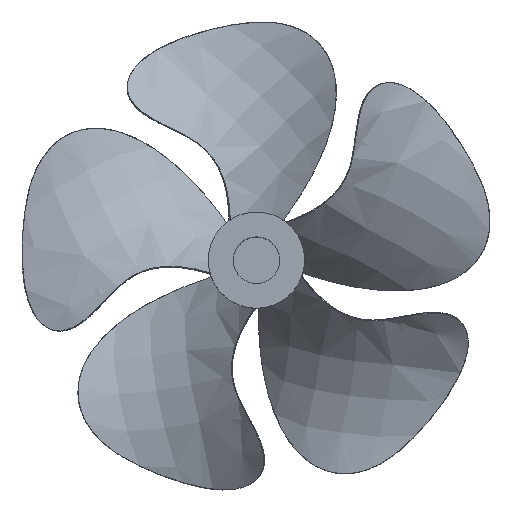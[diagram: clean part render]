
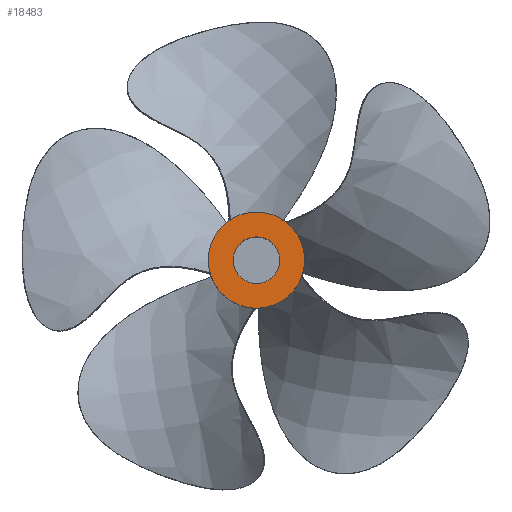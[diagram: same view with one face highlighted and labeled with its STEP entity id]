
A CAD part, top view. The second image highlights one B-rep face of the part: STEP entity #18483.
In plain terms, the highlighted planar face has unit normal (0, 0, 1).
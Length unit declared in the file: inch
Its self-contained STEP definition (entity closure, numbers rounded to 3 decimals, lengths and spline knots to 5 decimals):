
#189 = CARTESIAN_POINT ( 'NONE',  ( 0., 0., 250. ) ) ;
#266 = PLANE ( 'NONE',  #281 ) ;
#281 = AXIS2_PLACEMENT_3D ( 'NONE', #13136, #8885, #15403 ) ;
#461 = DIRECTION ( 'NONE',  ( 0., 0., 1. ) ) ;
#957 = VERTEX_POINT ( 'NONE', #26131 ) ;
#1697 = ORIENTED_EDGE ( 'NONE', *, *, #9784, .T. ) ;
#1947 = AXIS2_PLACEMENT_3D ( 'NONE', #20411, #24096, #4841 ) ;
#1972 = FACE_OUTER_BOUND ( 'NONE', #16839, .T. ) ;
#3226 = ORIENTED_EDGE ( 'NONE', *, *, #27811, .F. ) ;
#3949 = DIRECTION ( 'NONE',  ( 1., 0., 0. ) ) ;
#4005 = CIRCLE ( 'NONE', #11668, 50. ) ;
#4641 = EDGE_CURVE ( 'NONE', #24914, #957, #4005, .T. ) ;
#4649 = CARTESIAN_POINT ( 'NONE',  ( 0., 0., 250. ) ) ;
#4800 = AXIS2_PLACEMENT_3D ( 'NONE', #10455, #6345, #3949 ) ;
#4841 = DIRECTION ( 'NONE',  ( 1., 0., 0. ) ) ;
#6345 = DIRECTION ( 'NONE',  ( 0., 0., 1. ) ) ;
#8885 = DIRECTION ( 'NONE',  ( 0., 0., 1. ) ) ;
#8954 = AXIS2_PLACEMENT_3D ( 'NONE', #4649, #13278, #11287 ) ;
#9642 = CARTESIAN_POINT ( 'NONE',  ( 24.20337, 0., 250. ) ) ;
#9784 = EDGE_CURVE ( 'NONE', #957, #24914, #13942, .T. ) ;
#10455 = CARTESIAN_POINT ( 'NONE',  ( 0., 0., 250. ) ) ;
#11287 = DIRECTION ( 'NONE',  ( 1., 0., 0. ) ) ;
#11668 = AXIS2_PLACEMENT_3D ( 'NONE', #189, #461, #21692 ) ;
#13136 = CARTESIAN_POINT ( 'NONE',  ( 0., 0., 250. ) ) ;
#13278 = DIRECTION ( 'NONE',  ( 0., 0., 1. ) ) ;
#13733 = EDGE_LOOP ( 'NONE', ( #22222, #3226 ) ) ;
#13942 = CIRCLE ( 'NONE', #8954, 50. ) ;
#14154 = CIRCLE ( 'NONE', #1947, 24.20337 ) ;
#14853 = FACE_BOUND ( 'NONE', #13733, .T. ) ;
#15403 = DIRECTION ( 'NONE',  ( 1., 0., 0. ) ) ;
#16727 = EDGE_CURVE ( 'NONE', #23079, #18398, #17021, .T. ) ;
#16839 = EDGE_LOOP ( 'NONE', ( #24878, #1697 ) ) ;
#17021 = CIRCLE ( 'NONE', #4800, 24.20337 ) ;
#18398 = VERTEX_POINT ( 'NONE', #21635 ) ;
#18483 = ADVANCED_FACE ( 'NONE', ( #14853, #1972 ), #266, .T. ) ;
#20411 = CARTESIAN_POINT ( 'NONE',  ( 0., 0., 250. ) ) ;
#21635 = CARTESIAN_POINT ( 'NONE',  ( -24.20337, 0., 250. ) ) ;
#21692 = DIRECTION ( 'NONE',  ( 1., 0., 0. ) ) ;
#22222 = ORIENTED_EDGE ( 'NONE', *, *, #16727, .F. ) ;
#23079 = VERTEX_POINT ( 'NONE', #9642 ) ;
#23443 = CARTESIAN_POINT ( 'NONE',  ( -50., 0., 250. ) ) ;
#24096 = DIRECTION ( 'NONE',  ( 0., 0., 1. ) ) ;
#24878 = ORIENTED_EDGE ( 'NONE', *, *, #4641, .T. ) ;
#24914 = VERTEX_POINT ( 'NONE', #23443 ) ;
#26131 = CARTESIAN_POINT ( 'NONE',  ( 50., 0., 250. ) ) ;
#27811 = EDGE_CURVE ( 'NONE', #18398, #23079, #14154, .T. ) ;
